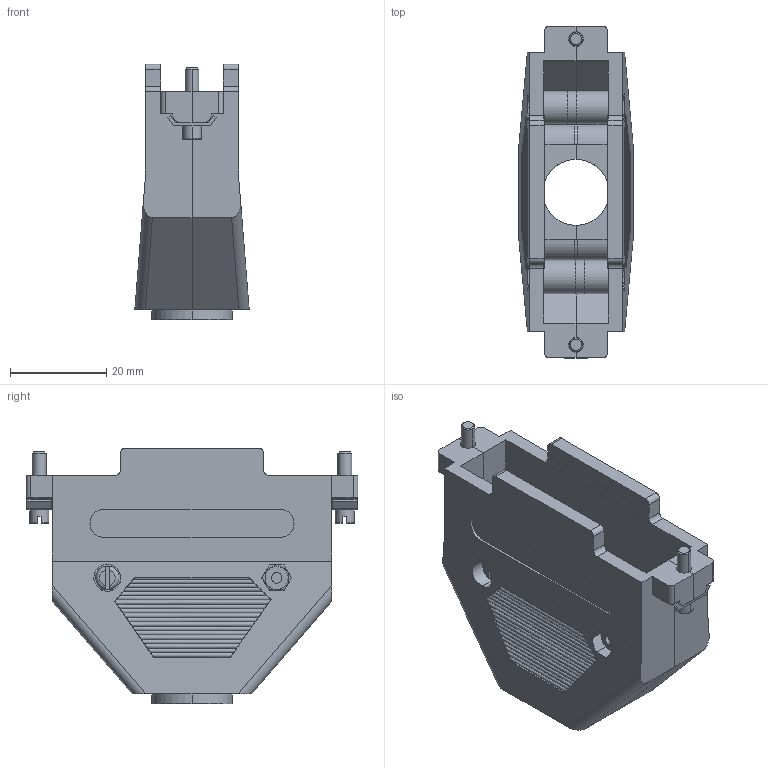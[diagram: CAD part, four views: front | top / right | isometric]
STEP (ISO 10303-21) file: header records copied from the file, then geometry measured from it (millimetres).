
FILE_DESCRIPTION (( 'STEP AP203' ), '1' );
FILE_NAME ('SDC37G.STEP', '2010-09-14T19:57:57', ( 'x' ), ( 'Microsoft' ), 'SwSTEP 2.0', 'SolidWorks 2010', '' );
FILE_SCHEMA (( 'CONFIG_CONTROL_DESIGN' ));
Length unit declared in the file: inch
Products named in the file (6): 3AA10-003; 3AA01-004_4-40 x .500 PAN HEAD SCREW; 3AA02-005; 3AA05-006_3AA05-006-.475; SDC37G-MA2; SDC37G
Assembly tree (10 placements, depth 2):
  SDC37G
    3AA10-003  x2
    SDC37G-MA2  x2
    3AA02-005  x2
    3AA01-004_4-40 x .500 PAN HEAD SCREW  x2
    3AA05-006_3AA05-006-.475  x2
Bounding box: 23.75 x 68.96 x 53.09 mm (x, y, z)
Volume: 22029.1 mm3; surface area: 18885.7 mm2
Topology: 10 solids, 10 shells, 420 faces, 1070 edges, 694 vertices
Faces by surface type: plane 228, cylinder 150, cone 32, torus 10
Entity records: 7257 total; most frequent: CARTESIAN_POINT 1442, ORIENTED_EDGE 1070, DIRECTION 1040, EDGE_CURVE 535, AXIS2_PLACEMENT_3D 361, VERTEX_POINT 347, VECTOR 318, LINE 318
